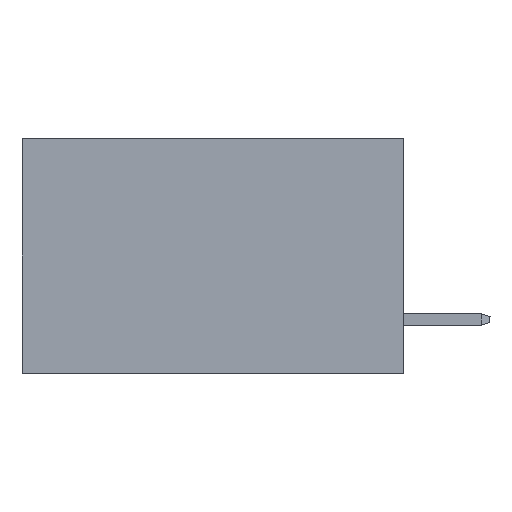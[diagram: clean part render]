
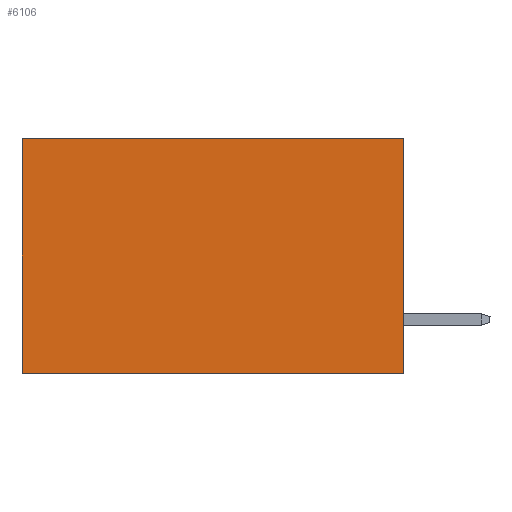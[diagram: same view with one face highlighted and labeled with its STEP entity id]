
A CAD part, left-side view. The second image highlights one B-rep face of the part: STEP entity #6106.
In plain terms, the highlighted planar face has unit normal (-1, 0, 0).
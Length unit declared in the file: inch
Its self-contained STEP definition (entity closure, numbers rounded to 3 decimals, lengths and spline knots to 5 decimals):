
#926 = EDGE_CURVE ( 'NONE', #9672, #20137, #4944, .T. ) ;
#2800 = LINE ( 'NONE', #21087, #3009 ) ;
#2910 = DIRECTION ( 'NONE',  ( 0., 1., 0. ) ) ;
#3009 = VECTOR ( 'NONE', #2910, 39.37008 ) ;
#3456 = ORIENTED_EDGE ( 'NONE', *, *, #10967, .T. ) ;
#3795 = VERTEX_POINT ( 'NONE', #20734 ) ;
#4944 = LINE ( 'NONE', #6479, #19588 ) ;
#5413 = DIRECTION ( 'NONE',  ( 0., 0., -1. ) ) ;
#6106 = ADVANCED_FACE ( 'NONE', ( #14485 ), #21118, .F. ) ;
#6479 = CARTESIAN_POINT ( 'NONE',  ( 0.2875, 0.6, 0. ) ) ;
#6775 = CARTESIAN_POINT ( 'NONE',  ( 0.2875, 0., 0. ) ) ;
#6989 = LINE ( 'NONE', #6775, #20357 ) ;
#7000 = DIRECTION ( 'NONE',  ( 0., 1., 0. ) ) ;
#7339 = CARTESIAN_POINT ( 'NONE',  ( 0.2875, 0.6, -0.37 ) ) ;
#7615 = ORIENTED_EDGE ( 'NONE', *, *, #20529, .F. ) ;
#8173 = DIRECTION ( 'NONE',  ( 1., 0., 0. ) ) ;
#9672 = VERTEX_POINT ( 'NONE', #19224 ) ;
#9955 = DIRECTION ( 'NONE',  ( 0., 0., -1. ) ) ;
#10476 = LINE ( 'NONE', #15594, #19248 ) ;
#10967 = EDGE_CURVE ( 'NONE', #3795, #9672, #2800, .T. ) ;
#11538 = CARTESIAN_POINT ( 'NONE',  ( 0.2875, 0., 0. ) ) ;
#14485 = FACE_OUTER_BOUND ( 'NONE', #18979, .T. ) ;
#15187 = ORIENTED_EDGE ( 'NONE', *, *, #926, .T. ) ;
#15594 = CARTESIAN_POINT ( 'NONE',  ( 0.2875, 0., -0.37 ) ) ;
#16444 = AXIS2_PLACEMENT_3D ( 'NONE', #11538, #8173, #5413 ) ;
#17146 = ORIENTED_EDGE ( 'NONE', *, *, #18227, .F. ) ;
#17194 = CARTESIAN_POINT ( 'NONE',  ( 0.2875, 0., -0.37 ) ) ;
#18227 = EDGE_CURVE ( 'NONE', #20695, #20137, #10476, .T. ) ;
#18614 = DIRECTION ( 'NONE',  ( 0., 0., -1. ) ) ;
#18979 = EDGE_LOOP ( 'NONE', ( #15187, #17146, #7615, #3456 ) ) ;
#19224 = CARTESIAN_POINT ( 'NONE',  ( 0.2875, 0.6, 0. ) ) ;
#19248 = VECTOR ( 'NONE', #7000, 39.37008 ) ;
#19588 = VECTOR ( 'NONE', #9955, 39.37008 ) ;
#20137 = VERTEX_POINT ( 'NONE', #7339 ) ;
#20357 = VECTOR ( 'NONE', #18614, 39.37008 ) ;
#20529 = EDGE_CURVE ( 'NONE', #3795, #20695, #6989, .T. ) ;
#20695 = VERTEX_POINT ( 'NONE', #17194 ) ;
#20734 = CARTESIAN_POINT ( 'NONE',  ( 0.2875, 0., 0. ) ) ;
#21087 = CARTESIAN_POINT ( 'NONE',  ( 0.2875, 0., 0. ) ) ;
#21118 = PLANE ( 'NONE',  #16444 ) ;
